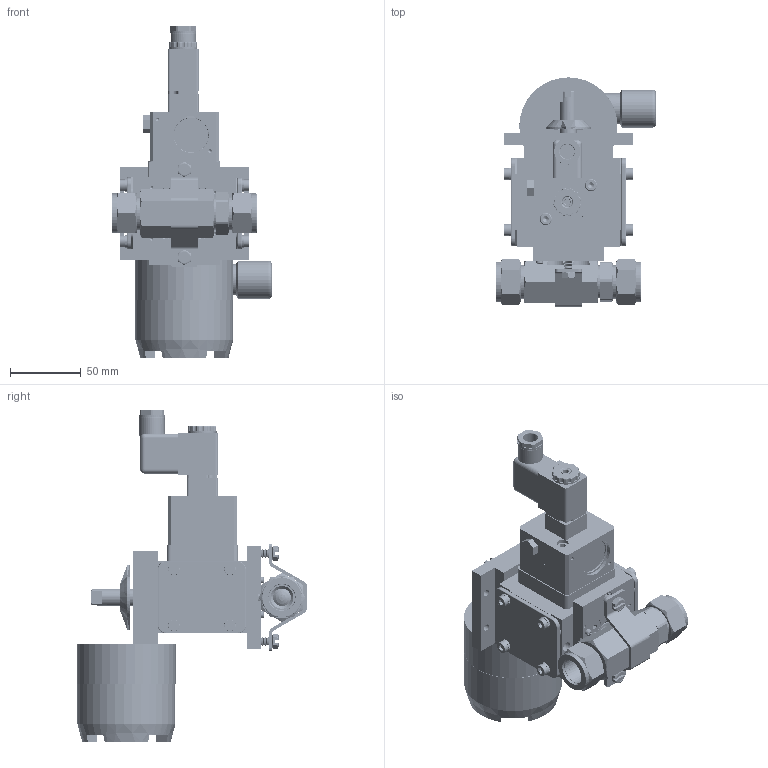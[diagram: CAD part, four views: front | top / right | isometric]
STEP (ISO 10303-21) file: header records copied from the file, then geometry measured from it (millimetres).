
FILE_DESCRIPTION (( 'STEP AP203' ), '1' );
FILE_NAME ('8205XXC12A512DGPDSLS.step', '2018-03-12T15:19:03', ( '' ), ( '' ), 'SwSTEP 2.0', 'SolidWorks 2017', '' );
FILE_SCHEMA (( 'CONFIG_CONTROL_DESIGN' ));
Products named in the file (1): 8205XXC12A512DGPDSLS
Bounding box: 113.19 x 162.28 x 234.98 mm (x, y, z)
Volume: 609610.9 mm3; surface area: 263511.1 mm2
Topology: 88 solids, 88 shells, 4869 faces, 12139 edges, 7477 vertices
Faces by surface type: cone 1671, cylinder 1601, plane 1081, bspline 264, torus 242, sphere 10
Entity records: 236339 total; most frequent: CARTESIAN_POINT 121706, DIRECTION 24546, ORIENTED_EDGE 24026, EDGE_CURVE 12013, AXIS2_PLACEMENT_3D 9685, VERTEX_POINT 7473, EDGE_LOOP 5246, LINE 5176
